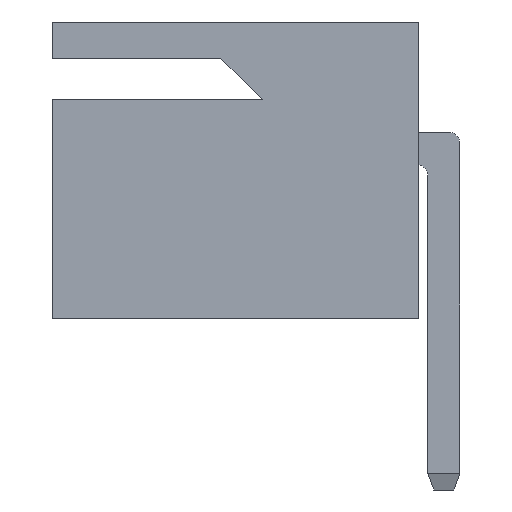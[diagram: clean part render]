
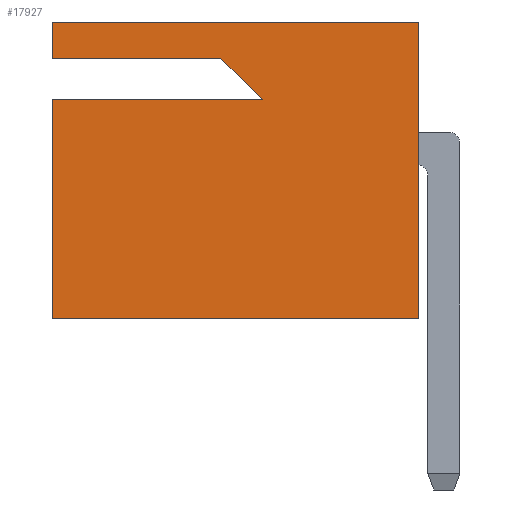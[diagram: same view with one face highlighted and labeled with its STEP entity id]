
A CAD part, left-side view. The second image highlights one B-rep face of the part: STEP entity #17927.
In plain terms, the highlighted planar face has unit normal (-1, 0, 0).
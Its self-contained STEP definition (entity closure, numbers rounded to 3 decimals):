
#1379=ORIENTED_EDGE('',*,*,#4881,.T.);
#1380=ORIENTED_EDGE('',*,*,#4882,.T.);
#1381=ORIENTED_EDGE('',*,*,#4883,.T.);
#1382=ORIENTED_EDGE('',*,*,#4601,.T.);
#1383=ORIENTED_EDGE('',*,*,#4880,.F.);
#1384=ORIENTED_EDGE('',*,*,#4608,.F.);
#1385=ORIENTED_EDGE('',*,*,#4499,.T.);
#1386=ORIENTED_EDGE('',*,*,#4884,.T.);
#4499=EDGE_CURVE('',#6313,#6312,#7430,.T.);
#4601=EDGE_CURVE('',#6330,#6407,#7532,.T.);
#4608=EDGE_CURVE('',#6313,#6413,#7539,.T.);
#4880=EDGE_CURVE('',#6413,#6407,#7811,.T.);
#4881=EDGE_CURVE('',#6570,#6571,#7812,.T.);
#4882=EDGE_CURVE('',#6571,#6572,#7813,.T.);
#4883=EDGE_CURVE('',#6572,#6330,#7814,.T.);
#4884=EDGE_CURVE('',#6312,#6570,#7815,.T.);
#6312=VERTEX_POINT('',#23175);
#6313=VERTEX_POINT('',#23177);
#6330=VERTEX_POINT('',#23222);
#6407=VERTEX_POINT('',#23377);
#6413=VERTEX_POINT('',#23392);
#6570=VERTEX_POINT('',#23880);
#6571=VERTEX_POINT('',#23881);
#6572=VERTEX_POINT('',#23883);
#7430=LINE('',#23176,#8937);
#7532=LINE('',#23378,#9039);
#7539=LINE('',#23391,#9046);
#7811=LINE('',#23877,#9318);
#7812=LINE('',#23879,#9319);
#7813=LINE('',#23882,#9320);
#7814=LINE('',#23884,#9321);
#7815=LINE('',#23885,#9322);
#8937=VECTOR('',#19921,1000.);
#9039=VECTOR('',#20033,1000.);
#9046=VECTOR('',#20042,1000.);
#9318=VECTOR('',#20428,1000.);
#9319=VECTOR('',#20431,1000.);
#9320=VECTOR('',#20432,1000.);
#9321=VECTOR('',#20433,1000.);
#9322=VECTOR('',#20434,1000.);
#10323=EDGE_LOOP('',(#1379,#1380,#1381,#1382,#1383,#1384,#1385,#1386));
#11120=FACE_BOUND('',#10323,.T.);
#11917=PLANE('',#18793);
#17927=ADVANCED_FACE('',(#11120),#11917,.T.);
#18793=AXIS2_PLACEMENT_3D('',#23878,#20429,#20430);
#19921=DIRECTION('',(0.,0.,-1.));
#20033=DIRECTION('',(0.,-1.,0.));
#20042=DIRECTION('',(0.,-1.,0.));
#20428=DIRECTION('',(0.,0.,-1.));
#20429=DIRECTION('',(-1.,0.,0.));
#20430=DIRECTION('',(0.,1.,0.));
#20431=DIRECTION('',(0.,-0.707,-0.707));
#20432=DIRECTION('',(0.,1.,0.));
#20433=DIRECTION('',(0.,0.,-1.));
#20434=DIRECTION('',(0.,-1.,0.));
#23175=CARTESIAN_POINT('',(-26.467,7.534,5.131));
#23176=CARTESIAN_POINT('',(-26.467,7.534,5.842));
#23177=CARTESIAN_POINT('',(-26.467,7.534,5.842));
#23222=CARTESIAN_POINT('',(-26.467,7.534,0.));
#23377=CARTESIAN_POINT('',(-26.467,0.32,0.));
#23378=CARTESIAN_POINT('',(-26.467,1.031,0.));
#23391=CARTESIAN_POINT('',(-26.467,1.031,5.842));
#23392=CARTESIAN_POINT('',(-26.467,0.32,5.842));
#23877=CARTESIAN_POINT('',(-26.467,0.32,5.842));
#23878=CARTESIAN_POINT('',(-26.467,1.031,5.842));
#23879=CARTESIAN_POINT('',(-26.467,4.206,5.131));
#23880=CARTESIAN_POINT('',(-26.467,4.206,5.131));
#23881=CARTESIAN_POINT('',(-26.467,3.393,4.318));
#23882=CARTESIAN_POINT('',(-26.467,3.393,4.318));
#23883=CARTESIAN_POINT('',(-26.467,7.534,4.318));
#23884=CARTESIAN_POINT('',(-26.467,7.534,5.842));
#23885=CARTESIAN_POINT('',(-26.467,7.534,5.131));
